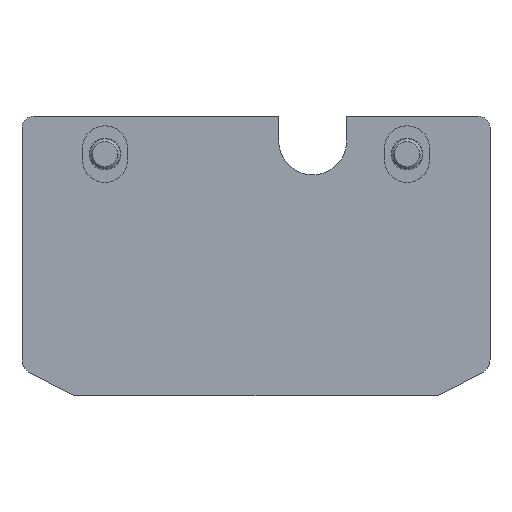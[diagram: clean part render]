
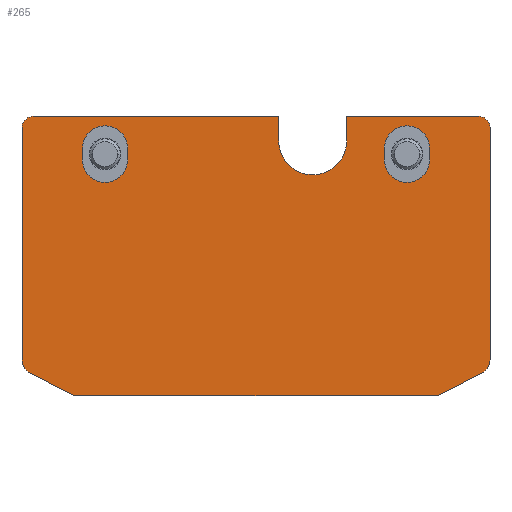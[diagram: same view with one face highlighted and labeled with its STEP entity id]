
A CAD part, left-side view. The second image highlights one B-rep face of the part: STEP entity #265.
In plain terms, the highlighted planar face has unit normal (-1, 0, 0).
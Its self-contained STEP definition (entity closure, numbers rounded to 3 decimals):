
#265=ADVANCED_FACE('',(#531,#532,#533),#534,.F.);
#531=FACE_OUTER_BOUND('',#821,.T.);
#532=FACE_BOUND('',#822,.T.);
#533=FACE_BOUND('',#823,.T.);
#534=PLANE('',#824);
#821=EDGE_LOOP('',(#1407,#1408,#1409,#1410,#1411,#1412,#1413,#1414,#1415,#1416,#1417,#1418,#1419,#1420,#1421));
#822=EDGE_LOOP('',(#1422,#1423,#1424,#1425,#1426,#1427));
#823=EDGE_LOOP('',(#1428,#1429,#1430,#1431,#1432,#1433));
#824=AXIS2_PLACEMENT_3D('',#1434,#1435,#1436);
#1407=ORIENTED_EDGE('',*,*,#1775,.T.);
#1408=ORIENTED_EDGE('',*,*,#1666,.T.);
#1409=ORIENTED_EDGE('',*,*,#1648,.T.);
#1410=ORIENTED_EDGE('',*,*,#1819,.T.);
#1411=ORIENTED_EDGE('',*,*,#1628,.F.);
#1412=ORIENTED_EDGE('',*,*,#1681,.F.);
#1413=ORIENTED_EDGE('',*,*,#1850,.F.);
#1414=ORIENTED_EDGE('',*,*,#1642,.F.);
#1415=ORIENTED_EDGE('',*,*,#1705,.F.);
#1416=ORIENTED_EDGE('',*,*,#1759,.F.);
#1417=ORIENTED_EDGE('',*,*,#1851,.F.);
#1418=ORIENTED_EDGE('',*,*,#1612,.F.);
#1419=ORIENTED_EDGE('',*,*,#1835,.F.);
#1420=ORIENTED_EDGE('',*,*,#1715,.F.);
#1421=ORIENTED_EDGE('',*,*,#1631,.F.);
#1422=ORIENTED_EDGE('',*,*,#1796,.T.);
#1423=ORIENTED_EDGE('',*,*,#1769,.T.);
#1424=ORIENTED_EDGE('',*,*,#1740,.T.);
#1425=ORIENTED_EDGE('',*,*,#1848,.T.);
#1426=ORIENTED_EDGE('',*,*,#1794,.T.);
#1427=ORIENTED_EDGE('',*,*,#1852,.T.);
#1428=ORIENTED_EDGE('',*,*,#1778,.T.);
#1429=ORIENTED_EDGE('',*,*,#1814,.T.);
#1430=ORIENTED_EDGE('',*,*,#1807,.T.);
#1431=ORIENTED_EDGE('',*,*,#1802,.T.);
#1432=ORIENTED_EDGE('',*,*,#1677,.T.);
#1433=ORIENTED_EDGE('',*,*,#1811,.T.);
#1434=CARTESIAN_POINT('',(0.,-40.0,-25.975));
#1435=DIRECTION('',(1.0,0.0,0.));
#1436=DIRECTION('',(0.,0.0,-1.0));
#1612=EDGE_CURVE('',#1889,#1891,#1892,.T.);
#1628=EDGE_CURVE('',#1918,#1913,#1920,.T.);
#1631=EDGE_CURVE('',#1923,#1925,#1926,.T.);
#1642=EDGE_CURVE('',#1943,#1945,#1946,.T.);
#1648=EDGE_CURVE('',#1949,#1954,#1956,.T.);
#1666=EDGE_CURVE('',#1986,#1949,#1987,.T.);
#1677=EDGE_CURVE('',#1999,#2003,#2005,.T.);
#1681=EDGE_CURVE('',#2009,#1918,#2011,.T.);
#1705=EDGE_CURVE('',#2046,#1943,#2048,.T.);
#1715=EDGE_CURVE('',#1925,#2060,#2061,.T.);
#1740=EDGE_CURVE('',#2101,#2099,#2102,.T.);
#1759=EDGE_CURVE('',#2128,#2046,#2130,.T.);
#1769=EDGE_CURVE('',#2141,#2101,#2145,.T.);
#1775=EDGE_CURVE('',#1923,#1986,#2151,.T.);
#1778=EDGE_CURVE('',#2156,#2153,#2157,.T.);
#1794=EDGE_CURVE('',#2176,#2180,#2182,.T.);
#1796=EDGE_CURVE('',#2184,#2141,#2185,.T.);
#1802=EDGE_CURVE('',#2192,#1999,#2193,.T.);
#1807=EDGE_CURVE('',#2200,#2192,#2201,.T.);
#1811=EDGE_CURVE('',#2003,#2156,#2205,.T.);
#1814=EDGE_CURVE('',#2153,#2200,#2208,.T.);
#1819=EDGE_CURVE('',#1954,#1913,#2213,.T.);
#1835=EDGE_CURVE('',#2060,#1889,#2231,.T.);
#1848=EDGE_CURVE('',#2099,#2176,#2244,.T.);
#1850=EDGE_CURVE('',#1945,#2009,#2246,.T.);
#1851=EDGE_CURVE('',#1891,#2128,#2247,.T.);
#1852=EDGE_CURVE('',#2180,#2184,#2248,.T.);
#1889=VERTEX_POINT('',#2287);
#1891=VERTEX_POINT('',#2290);
#1892=CIRCLE('',#2291,4.0);
#1913=VERTEX_POINT('',#2317);
#1918=VERTEX_POINT('',#2324);
#1920=LINE('',#2327,#2328);
#1923=VERTEX_POINT('',#2331);
#1925=VERTEX_POINT('',#2334);
#1926=LINE('',#2335,#2336);
#1943=VERTEX_POINT('',#2357);
#1945=VERTEX_POINT('',#2360);
#1946=CIRCLE('',#2361,4.);
#1949=VERTEX_POINT('',#2365);
#1954=VERTEX_POINT('',#2371);
#1956=CIRCLE('',#2374,9.0);
#1986=VERTEX_POINT('',#2455);
#1987=CIRCLE('',#2456,9.0);
#1999=VERTEX_POINT('',#2469);
#2003=VERTEX_POINT('',#2474);
#2005=CIRCLE('',#2477,6.0);
#2009=VERTEX_POINT('',#2481);
#2011=CIRCLE('',#2484,3.0);
#2046=VERTEX_POINT('',#2581);
#2048=LINE('',#2584,#2585);
#2060=VERTEX_POINT('',#2620);
#2061=CIRCLE('',#2621,3.0);
#2099=VERTEX_POINT('',#2710);
#2101=VERTEX_POINT('',#2713);
#2102=LINE('',#2714,#2715);
#2128=VERTEX_POINT('',#2754);
#2130=LINE('',#2757,#2758);
#2141=VERTEX_POINT('',#2771);
#2145=CIRCLE('',#2776,6.0);
#2151=LINE('',#2785,#2786);
#2153=VERTEX_POINT('',#2788);
#2156=VERTEX_POINT('',#2792);
#2157=CIRCLE('',#2793,6.0);
#2176=VERTEX_POINT('',#2849);
#2180=VERTEX_POINT('',#2854);
#2182=CIRCLE('',#2857,6.0);
#2184=VERTEX_POINT('',#2859);
#2185=CIRCLE('',#2860,6.0);
#2192=VERTEX_POINT('',#2868);
#2193=CIRCLE('',#2869,6.0);
#2200=VERTEX_POINT('',#2878);
#2201=LINE('',#2879,#2880);
#2205=LINE('',#2886,#2887);
#2208=CIRCLE('',#2890,6.0);
#2213=LINE('',#2897,#2898);
#2231=LINE('',#2945,#2946);
#2244=CIRCLE('',#2973,6.0);
#2246=LINE('',#2975,#2976);
#2247=LINE('',#2977,#2978);
#2248=LINE('',#2979,#2980);
#2287=CARTESIAN_POINT('',(0.,-102.0,-54.528));
#2290=CARTESIAN_POINT('',(0.,-99.789,-58.106));
#2291=AXIS2_PLACEMENT_3D('',#3046,#3047,#3048);
#2317=CARTESIAN_POINT('',(0.,-46.0,10.0));
#2324=CARTESIAN_POINT('',(0.0,19.0,10.0));
#2327=CARTESIAN_POINT('',(0.0,19.0,10.0));
#2328=VECTOR('',#3069,1.0);
#2331=CARTESIAN_POINT('',(0.,-64.0,10.0));
#2334=CARTESIAN_POINT('',(0.0,-99.0,10.0));
#2335=CARTESIAN_POINT('',(0.0,19.0,10.0));
#2336=VECTOR('',#3071,1.0);
#2357=CARTESIAN_POINT('',(0.,19.789,-58.106));
#2360=CARTESIAN_POINT('',(0.,22.0,-54.528));
#2361=AXIS2_PLACEMENT_3D('',#3086,#3087,#3088);
#2365=CARTESIAN_POINT('',(0.,-55.0,-5.5));
#2371=CARTESIAN_POINT('',(0.,-46.0,3.5));
#2374=AXIS2_PLACEMENT_3D('',#3095,#3096,#3097);
#2455=CARTESIAN_POINT('',(0.,-64.0,3.5));
#2456=AXIS2_PLACEMENT_3D('',#3111,#3112,#3113);
#2469=CARTESIAN_POINT('',(0.,-80.0,7.5));
#2474=CARTESIAN_POINT('',(0.,-86.0,1.5));
#2477=AXIS2_PLACEMENT_3D('',#3132,#3133,#3134);
#2481=CARTESIAN_POINT('',(0.,22.0,7.0));
#2484=AXIS2_PLACEMENT_3D('',#3139,#3140,#3141);
#2581=CARTESIAN_POINT('',(0.,8.0,-64.0));
#2584=CARTESIAN_POINT('',(0.,8.0,-64.0));
#2585=VECTOR('',#3162,1.0);
#2620=CARTESIAN_POINT('',(0.,-102.0,7.0));
#2621=AXIS2_PLACEMENT_3D('',#3173,#3174,#3175);
#2710=CARTESIAN_POINT('',(0.,6.0,1.5));
#2713=CARTESIAN_POINT('',(0.,6.0,-1.5));
#2714=CARTESIAN_POINT('',(0.,6.0,-12.987));
#2715=VECTOR('',#3202,1.0);
#2754=CARTESIAN_POINT('',(0.,-88.0,-64.0));
#2757=CARTESIAN_POINT('',(0.,-88.0,-64.0));
#2758=VECTOR('',#3236,1.0);
#2771=CARTESIAN_POINT('',(0.,0.,-7.5));
#2776=AXIS2_PLACEMENT_3D('',#3249,#3250,#3251);
#2785=CARTESIAN_POINT('',(0.,-64.0,-7.987));
#2786=VECTOR('',#3255,1.0);
#2788=CARTESIAN_POINT('',(0.,-80.0,-7.5));
#2792=CARTESIAN_POINT('',(0.,-86.0,-1.5));
#2793=AXIS2_PLACEMENT_3D('',#3257,#3258,#3259);
#2849=CARTESIAN_POINT('',(0.,0.,7.5));
#2854=CARTESIAN_POINT('',(0.,-6.0,1.5));
#2857=AXIS2_PLACEMENT_3D('',#3275,#3276,#3277);
#2859=CARTESIAN_POINT('',(0.,-6.0,-1.5));
#2860=AXIS2_PLACEMENT_3D('',#3278,#3279,#3280);
#2868=CARTESIAN_POINT('',(0.,-74.0,1.5));
#2869=AXIS2_PLACEMENT_3D('',#3288,#3289,#3290);
#2878=CARTESIAN_POINT('',(0.,-74.0,-1.5));
#2879=CARTESIAN_POINT('',(0.,-74.0,-12.987));
#2880=VECTOR('',#3296,1.0);
#2886=CARTESIAN_POINT('',(0.,-86.0,-12.987));
#2887=VECTOR('',#3299,1.0);
#2890=AXIS2_PLACEMENT_3D('',#3303,#3304,#3305);
#2897=CARTESIAN_POINT('',(0.,-46.0,-7.987));
#2898=VECTOR('',#3308,1.0);
#2945=CARTESIAN_POINT('',(0.,-102.0,7.0));
#2946=VECTOR('',#3319,1.0);
#2973=AXIS2_PLACEMENT_3D('',#3332,#3333,#3334);
#2975=CARTESIAN_POINT('',(0.,22.0,-54.528));
#2976=VECTOR('',#3335,1.0);
#2977=CARTESIAN_POINT('',(0.,-99.789,-58.106));
#2978=VECTOR('',#3336,1.0);
#2979=CARTESIAN_POINT('',(0.,-6.0,-12.987));
#2980=VECTOR('',#3337,1.0);
#3046=CARTESIAN_POINT('',(0.,-98.0,-54.528));
#3047=DIRECTION('',(1.0,0.0,0.));
#3048=DIRECTION('',(0.,0.0,-1.0));
#3069=DIRECTION('',(0.0,-1.0,0.0));
#3071=DIRECTION('',(0.0,-1.0,0.0));
#3086=CARTESIAN_POINT('',(0.,18.0,-54.528));
#3087=DIRECTION('',(1.0,0.0,0.));
#3088=DIRECTION('',(0.,0.0,-1.0));
#3095=CARTESIAN_POINT('',(0.,-55.0,3.5));
#3096=DIRECTION('',(1.0,0.0,0.));
#3097=DIRECTION('',(0.,0.,1.0));
#3111=CARTESIAN_POINT('',(0.,-55.0,3.5));
#3112=DIRECTION('',(1.0,0.0,0.));
#3113=DIRECTION('',(0.,0.,1.0));
#3132=CARTESIAN_POINT('',(0.,-80.0,1.5));
#3133=DIRECTION('',(1.0,0.0,0.));
#3134=DIRECTION('',(0.,0.,1.0));
#3139=CARTESIAN_POINT('',(0.,19.0,7.0));
#3140=DIRECTION('',(1.0,0.0,0.));
#3141=DIRECTION('',(0.,0.0,-1.0));
#3162=DIRECTION('',(0.,0.894,0.447));
#3173=CARTESIAN_POINT('',(0.,-99.0,7.0));
#3174=DIRECTION('',(1.0,0.0,0.));
#3175=DIRECTION('',(0.,0.0,-1.0));
#3202=DIRECTION('',(0.,0.,1.0));
#3236=DIRECTION('',(0.0,1.0,0.0));
#3249=CARTESIAN_POINT('',(0.,0.,-1.5));
#3250=DIRECTION('',(1.0,0.0,0.));
#3251=DIRECTION('',(0.,0.,1.0));
#3255=DIRECTION('',(0.,0.,-1.0));
#3257=CARTESIAN_POINT('',(0.,-80.0,-1.5));
#3258=DIRECTION('',(1.0,0.0,0.));
#3259=DIRECTION('',(0.,0.,1.0));
#3275=CARTESIAN_POINT('',(0.,0.,1.5));
#3276=DIRECTION('',(1.0,0.0,0.));
#3277=DIRECTION('',(0.,0.,1.0));
#3278=CARTESIAN_POINT('',(0.,0.,-1.5));
#3279=DIRECTION('',(1.0,0.0,0.));
#3280=DIRECTION('',(0.,0.,1.0));
#3288=CARTESIAN_POINT('',(0.,-80.0,1.5));
#3289=DIRECTION('',(1.0,0.0,0.));
#3290=DIRECTION('',(0.,0.,1.0));
#3296=DIRECTION('',(0.,0.,1.0));
#3299=DIRECTION('',(0.,0.,-1.0));
#3303=CARTESIAN_POINT('',(0.,-80.0,-1.5));
#3304=DIRECTION('',(1.0,0.0,0.));
#3305=DIRECTION('',(0.,0.,1.0));
#3308=DIRECTION('',(0.,0.,1.0));
#3319=DIRECTION('',(0.,0.,-1.0));
#3332=CARTESIAN_POINT('',(0.,0.,1.5));
#3333=DIRECTION('',(1.0,0.0,0.));
#3334=DIRECTION('',(0.,0.,1.0));
#3335=DIRECTION('',(0.,0.0,1.0));
#3336=DIRECTION('',(0.,0.894,-0.447));
#3337=DIRECTION('',(0.,0.,-1.0));
